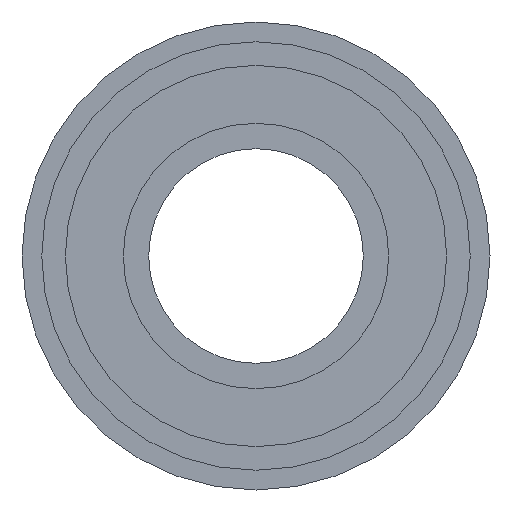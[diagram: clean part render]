
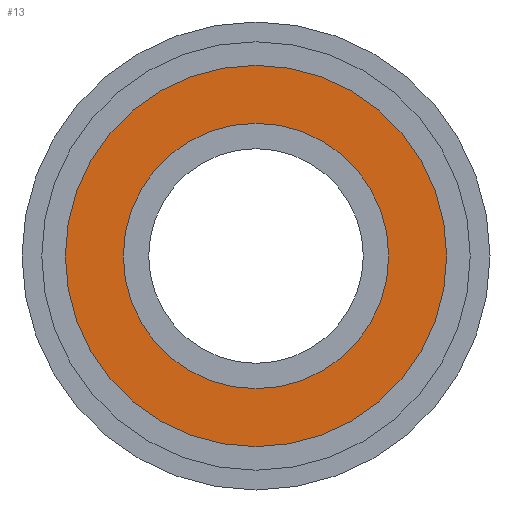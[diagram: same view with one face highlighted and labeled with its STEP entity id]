
A CAD part, front view. The second image highlights one B-rep face of the part: STEP entity #13.
In plain terms, the highlighted planar face has unit normal (0, -1, 0).
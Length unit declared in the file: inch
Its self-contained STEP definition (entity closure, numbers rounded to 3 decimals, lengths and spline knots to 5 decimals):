
#13 = ADVANCED_FACE ( 'NONE', ( #421, #547 ), #168, .T. ) ;
#14 = DIRECTION ( 'NONE',  ( 0., 0., -1. ) ) ;
#20 = CARTESIAN_POINT ( 'NONE',  ( 0., 0.01, 0. ) ) ;
#21 = VERTEX_POINT ( 'NONE', #62 ) ;
#40 = CARTESIAN_POINT ( 'NONE',  ( 0., 0.01, -0.222 ) ) ;
#62 = CARTESIAN_POINT ( 'NONE',  ( 0., 0.01, -0.1545 ) ) ;
#68 = DIRECTION ( 'NONE',  ( 0., 0., -1. ) ) ;
#76 = EDGE_CURVE ( 'NONE', #598, #244, #606, .T. ) ;
#113 = EDGE_LOOP ( 'NONE', ( #473, #614 ) ) ;
#116 = CARTESIAN_POINT ( 'NONE',  ( 0., 0.01, 0.222 ) ) ;
#118 = CIRCLE ( 'NONE', #283, 0.222 ) ;
#142 = DIRECTION ( 'NONE',  ( 0., -1., 0. ) ) ;
#168 = PLANE ( 'NONE',  #447 ) ;
#173 = CIRCLE ( 'NONE', #222, 0.1545 ) ;
#221 = DIRECTION ( 'NONE',  ( 0., -1., 0. ) ) ;
#222 = AXIS2_PLACEMENT_3D ( 'NONE', #306, #647, #355 ) ;
#244 = VERTEX_POINT ( 'NONE', #116 ) ;
#246 = VERTEX_POINT ( 'NONE', #476 ) ;
#283 = AXIS2_PLACEMENT_3D ( 'NONE', #530, #221, #578 ) ;
#304 = AXIS2_PLACEMENT_3D ( 'NONE', #20, #379, #68 ) ;
#306 = CARTESIAN_POINT ( 'NONE',  ( 0., 0.01, 0. ) ) ;
#326 = DIRECTION ( 'NONE',  ( 0., -1., 0. ) ) ;
#355 = DIRECTION ( 'NONE',  ( 0., 0., -1. ) ) ;
#365 = ORIENTED_EDGE ( 'NONE', *, *, #496, .F. ) ;
#379 = DIRECTION ( 'NONE',  ( 0., -1., 0. ) ) ;
#408 = AXIS2_PLACEMENT_3D ( 'NONE', #448, #142, #502 ) ;
#421 = FACE_BOUND ( 'NONE', #581, .T. ) ;
#447 = AXIS2_PLACEMENT_3D ( 'NONE', #624, #326, #14 ) ;
#448 = CARTESIAN_POINT ( 'NONE',  ( 0., 0.01, 0. ) ) ;
#473 = ORIENTED_EDGE ( 'NONE', *, *, #76, .T. ) ;
#476 = CARTESIAN_POINT ( 'NONE',  ( 0., 0.01, 0.1545 ) ) ;
#496 = EDGE_CURVE ( 'NONE', #21, #246, #648, .T. ) ;
#499 = EDGE_CURVE ( 'NONE', #244, #598, #118, .T. ) ;
#502 = DIRECTION ( 'NONE',  ( 0., 0., -1. ) ) ;
#530 = CARTESIAN_POINT ( 'NONE',  ( 0., 0.01, 0. ) ) ;
#547 = FACE_OUTER_BOUND ( 'NONE', #113, .T. ) ;
#578 = DIRECTION ( 'NONE',  ( 0., 0., -1. ) ) ;
#581 = EDGE_LOOP ( 'NONE', ( #365, #645 ) ) ;
#598 = VERTEX_POINT ( 'NONE', #40 ) ;
#606 = CIRCLE ( 'NONE', #408, 0.222 ) ;
#609 = EDGE_CURVE ( 'NONE', #246, #21, #173, .T. ) ;
#614 = ORIENTED_EDGE ( 'NONE', *, *, #499, .T. ) ;
#624 = CARTESIAN_POINT ( 'NONE',  ( 0., 0.01, 0. ) ) ;
#645 = ORIENTED_EDGE ( 'NONE', *, *, #609, .F. ) ;
#647 = DIRECTION ( 'NONE',  ( 0., -1., 0. ) ) ;
#648 = CIRCLE ( 'NONE', #304, 0.1545 ) ;
